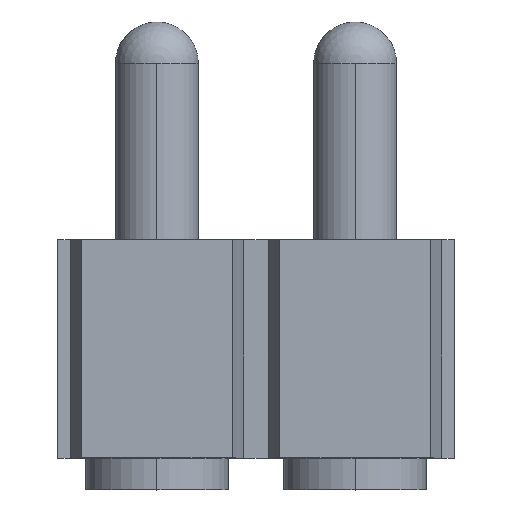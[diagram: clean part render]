
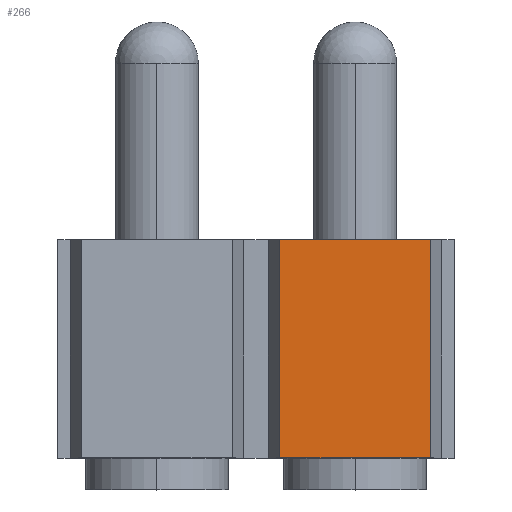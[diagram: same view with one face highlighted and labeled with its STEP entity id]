
A CAD part, top view. The second image highlights one B-rep face of the part: STEP entity #266.
In plain terms, the highlighted planar face has unit normal (0, 0, 1).
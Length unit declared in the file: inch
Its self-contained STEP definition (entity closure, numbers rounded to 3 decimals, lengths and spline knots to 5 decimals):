
#60 = AXIS2_PLACEMENT_3D ( 'NONE', #463, #1472, #1369 ) ;
#119 = FACE_OUTER_BOUND ( 'NONE', #807, .T. ) ;
#197 = CARTESIAN_POINT ( 'NONE',  ( 0.1, -0.11, 0. ) ) ;
#245 = CARTESIAN_POINT ( 'NONE',  ( 0.1, -0.11, 0. ) ) ;
#266 = ADVANCED_FACE ( 'NONE', ( #119 ), #477, .T. ) ;
#300 = EDGE_CURVE ( 'NONE', #1469, #1257, #1272, .T. ) ;
#319 = CARTESIAN_POINT ( 'NONE',  ( 0.17593, -0.11, 0. ) ) ;
#388 = CARTESIAN_POINT ( 'NONE',  ( 0.17593, -0.11, 0. ) ) ;
#457 = VECTOR ( 'NONE', #838, 39.37008 ) ;
#463 = CARTESIAN_POINT ( 'NONE',  ( 0., -0.11, 0. ) ) ;
#477 = PLANE ( 'NONE',  #60 ) ;
#519 = ORIENTED_EDGE ( 'NONE', *, *, #839, .T. ) ;
#609 = LINE ( 'NONE', #1399, #457 ) ;
#642 = CARTESIAN_POINT ( 'NONE',  ( 0.17593, 0., 0. ) ) ;
#671 = LINE ( 'NONE', #872, #1466 ) ;
#724 = EDGE_CURVE ( 'NONE', #1469, #1029, #671, .T. ) ;
#763 = EDGE_CURVE ( 'NONE', #1257, #983, #609, .T. ) ;
#807 = EDGE_LOOP ( 'NONE', ( #1005, #1351, #519, #1111 ) ) ;
#838 = DIRECTION ( 'NONE',  ( 1., 0., 0. ) ) ;
#839 = EDGE_CURVE ( 'NONE', #1029, #983, #969, .T. ) ;
#872 = CARTESIAN_POINT ( 'NONE',  ( 0., -0.11, 0. ) ) ;
#969 = LINE ( 'NONE', #388, #1094 ) ;
#983 = VERTEX_POINT ( 'NONE', #642 ) ;
#1005 = ORIENTED_EDGE ( 'NONE', *, *, #300, .F. ) ;
#1029 = VERTEX_POINT ( 'NONE', #319 ) ;
#1094 = VECTOR ( 'NONE', #1412, 39.37008 ) ;
#1111 = ORIENTED_EDGE ( 'NONE', *, *, #763, .F. ) ;
#1162 = DIRECTION ( 'NONE',  ( 0., 1., 0. ) ) ;
#1216 = VECTOR ( 'NONE', #1162, 39.37008 ) ;
#1257 = VERTEX_POINT ( 'NONE', #1306 ) ;
#1272 = LINE ( 'NONE', #245, #1216 ) ;
#1306 = CARTESIAN_POINT ( 'NONE',  ( 0.1, 0., 0. ) ) ;
#1333 = DIRECTION ( 'NONE',  ( 1., 0., 0. ) ) ;
#1351 = ORIENTED_EDGE ( 'NONE', *, *, #724, .T. ) ;
#1369 = DIRECTION ( 'NONE',  ( 1., 0., 0. ) ) ;
#1399 = CARTESIAN_POINT ( 'NONE',  ( 0., 0., 0. ) ) ;
#1412 = DIRECTION ( 'NONE',  ( 0., 1., 0. ) ) ;
#1466 = VECTOR ( 'NONE', #1333, 39.37008 ) ;
#1469 = VERTEX_POINT ( 'NONE', #197 ) ;
#1472 = DIRECTION ( 'NONE',  ( 0., 0., 1. ) ) ;
